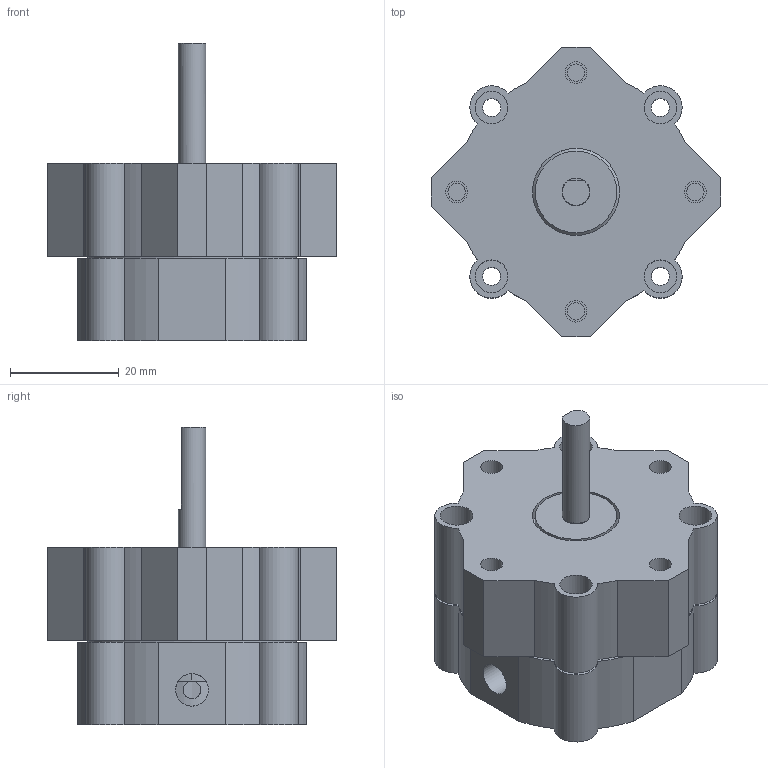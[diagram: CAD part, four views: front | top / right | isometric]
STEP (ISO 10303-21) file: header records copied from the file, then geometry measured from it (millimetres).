
FILE_DESCRIPTION(/* description */ ('STEP AP242','CAx-IF Rec.Pracs.---Representation and Presentation of Product Manufacturing Information (PMI)---4.0---2014-10-13','CAx-IF Rec.Pracs.---3D Tessellated Geometry---0.4---2014-09-14','2;1'),/* implementation_level */ '2;1');
FILE_NAME(/* name */ '68512ab08479952dcefcebc9',/* time_stamp */ '2025-06-17T08:43:29Z',/* author */ (''),/* organization */ (''),/* preprocessor_version */ 'ST-DEVELOPER v20',/* originating_system */ 'ONSHAPE BY PTC INC, 1.199',/* authorisation */ ' ');
FILE_SCHEMA (('AP242_MANAGED_MODEL_BASED_3D_ENGINEERING_MIM_LF { 1 0 10303 442 1 1 4 }'));
Length unit declared in the file: metre
Products named in the file (8): gearbox_v3 v17
Bounding box: 53.16 x 53.16 x 54.6 mm (x, y, z)
Volume: 42267.9 mm3; surface area: 29154.4 mm2
Topology: 8 solids, 8 shells, 894 faces, 2573 edges, 1714 vertices
Faces by surface type: plane 499, cylinder 366, cone 12, bspline 10, torus 7
Full cylindrical faces by diameter (mm): 3.2 x4, 3.3 x12, 4 x4, 4.4 x20, 5 x6, 5.1 x1, 6 x6, 15 x1, 16 x1, 16.21 x1, 18.1 x1, 22 x1, 27.7 x1, 29.3 x1, 38.3 x1, 39 x2, 40 x1
Entity records: 32318 total; most frequent: CARTESIAN_POINT 8609, ORIENTED_EDGE 4896, DIRECTION 4886, EDGE_CURVE 2448, VERTEX_POINT 1671, LINE 1664, VECTOR 1664, AXIS2_PLACEMENT_3D 1611
